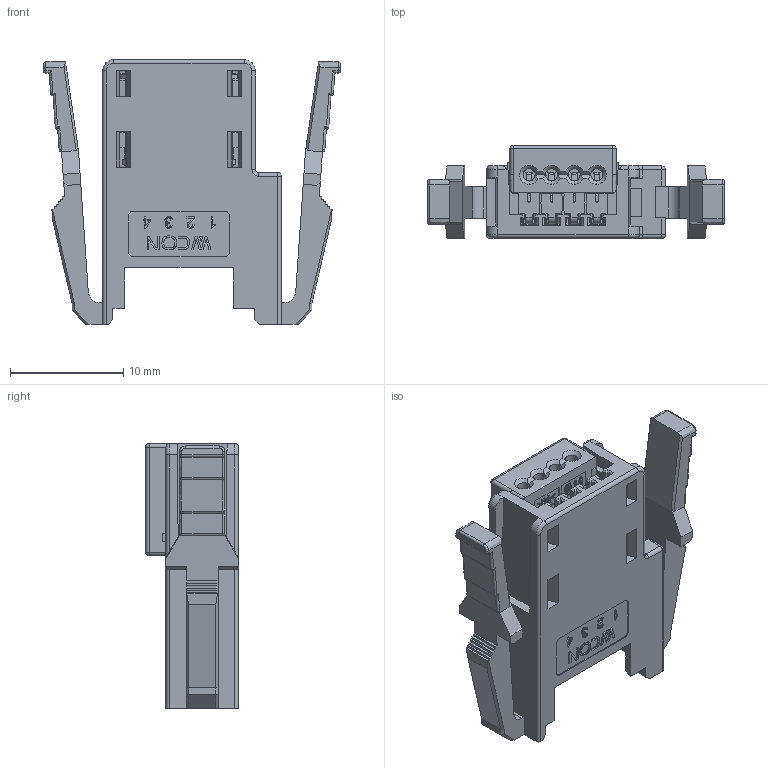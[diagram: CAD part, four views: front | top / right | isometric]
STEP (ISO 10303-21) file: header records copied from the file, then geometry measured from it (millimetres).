
FILE_DESCRIPTION( ('This file contains a STEP AP42 implementation' ,'as created by ZW3D STEP Interface translator.') ,'2;1' );
FILE_NAME( '5373-104SXXXXWX01X.stp' ,'2312 4.143950', (''), ('ZWCAD Software Co.'), 'Version 1.0', 'ZW3D to STEP translator', '' );
FILE_SCHEMA(('AUTOMOTIVE_DESIGN { 1 0 10303 214 1 1 1 1 }'));
Length unit declared in the file: millimetre
Products named in the file (2): 0; 5373-104SXXXXWX01X.stp111
Bounding box: 26.25 x 8.2 x 23.4 mm (x, y, z)
Volume: 1509.8 mm3; surface area: 3291.3 mm2
Topology: 2 solids, 2 shells, 2338 faces, 6448 edges, 4203 vertices
Faces by surface type: plane 1453, bspline 763, cylinder 90, sphere 22, cone 10
Entity records: 83466 total; most frequent: CARTESIAN_POINT 26003, ORIENTED_EDGE 12896, DIRECTION 8875, EDGE_CURVE 6448, VECTOR 4665, LINE 4665, VERTEX_POINT 4203, EDGE_LOOP 2479
